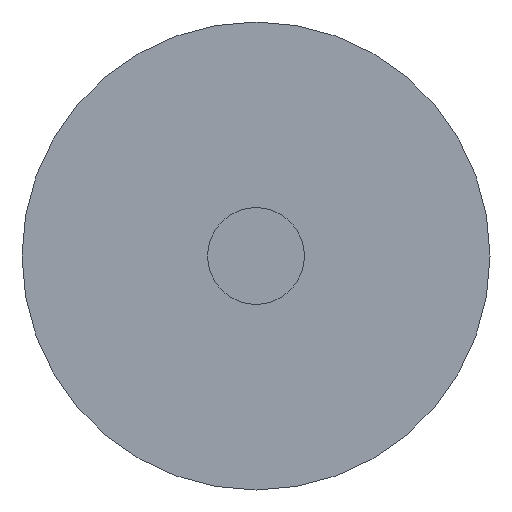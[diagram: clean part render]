
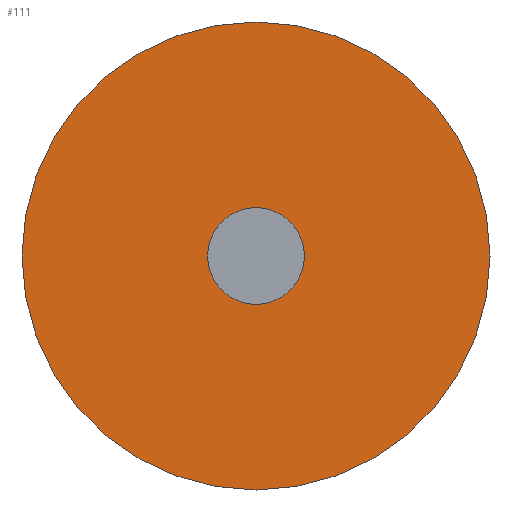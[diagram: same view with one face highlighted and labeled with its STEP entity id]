
A CAD part, front view. The second image highlights one B-rep face of the part: STEP entity #111.
In plain terms, the highlighted planar face has unit normal (0, -1, 0).
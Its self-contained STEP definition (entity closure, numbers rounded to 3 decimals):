
#16=FACE_BOUND('',#36,.T.);
#20=PLANE('',#148);
#27=FACE_OUTER_BOUND('',#35,.T.);
#35=EDGE_LOOP('',(#99,#100));
#36=EDGE_LOOP('',(#101));
#45=CIRCLE('',#135,3.);
#51=CIRCLE('',#145,14.5);
#52=CIRCLE('',#146,14.5);
#55=VERTEX_POINT('',#194);
#61=VERTEX_POINT('',#212);
#62=VERTEX_POINT('',#214);
#66=EDGE_CURVE('',#55,#55,#45,.T.);
#74=EDGE_CURVE('',#61,#62,#51,.T.);
#75=EDGE_CURVE('',#62,#61,#52,.T.);
#99=ORIENTED_EDGE('',*,*,#75,.F.);
#100=ORIENTED_EDGE('',*,*,#74,.F.);
#101=ORIENTED_EDGE('',*,*,#66,.T.);
#111=ADVANCED_FACE('',(#27,#16),#20,.F.);
#135=AXIS2_PLACEMENT_3D('',#196,#158,#159);
#145=AXIS2_PLACEMENT_3D('',#215,#180,#181);
#146=AXIS2_PLACEMENT_3D('',#216,#182,#183);
#148=AXIS2_PLACEMENT_3D('',#218,#186,#187);
#158=DIRECTION('center_axis',(0.,1.,0.));
#159=DIRECTION('ref_axis',(1.,0.,0.));
#180=DIRECTION('center_axis',(0.,1.,0.));
#181=DIRECTION('ref_axis',(-1.,0.,0.));
#182=DIRECTION('center_axis',(0.,1.,0.));
#183=DIRECTION('ref_axis',(-1.,0.,0.));
#186=DIRECTION('center_axis',(0.,1.,0.));
#187=DIRECTION('ref_axis',(0.,0.,1.));
#194=CARTESIAN_POINT('',(-3.,0.,0.));
#196=CARTESIAN_POINT('Origin',(0.,0.,0.));
#212=CARTESIAN_POINT('',(14.5,0.,0.));
#214=CARTESIAN_POINT('',(-14.5,0.,0.));
#215=CARTESIAN_POINT('Origin',(0.,0.,0.));
#216=CARTESIAN_POINT('Origin',(0.,0.,0.));
#218=CARTESIAN_POINT('Origin',(0.,0.,0.));
